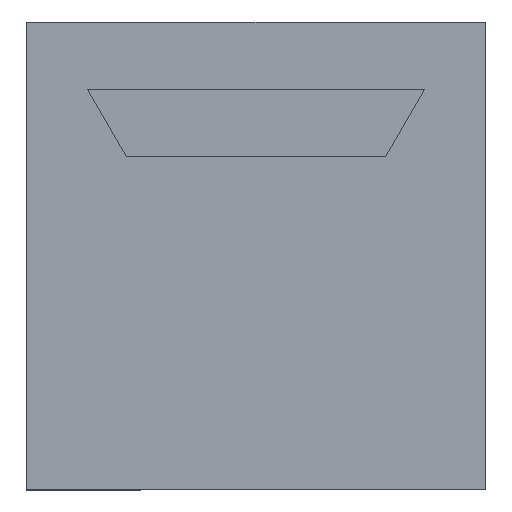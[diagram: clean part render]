
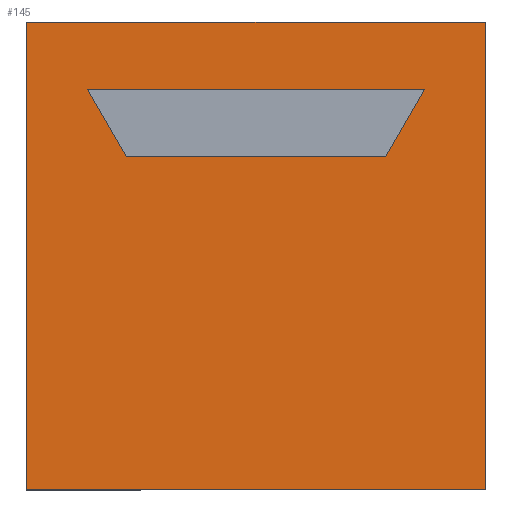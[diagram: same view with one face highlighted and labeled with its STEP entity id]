
A CAD part, top view. The second image highlights one B-rep face of the part: STEP entity #145.
In plain terms, the highlighted planar face has unit normal (0, 0, 1).
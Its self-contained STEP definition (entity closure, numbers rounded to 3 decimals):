
#1 = CARTESIAN_POINT ( 'NONE',  ( 1.7, 1., 0. ) ) ;
#10 = ORIENTED_EDGE ( 'NONE', *, *, #35, .T. ) ;
#13 = EDGE_CURVE ( 'NONE', #337, #370, #321, .T. ) ;
#34 = VECTOR ( 'NONE', #263, 1000. ) ;
#35 = EDGE_CURVE ( 'NONE', #234, #337, #379, .T. ) ;
#41 = VECTOR ( 'NONE', #376, 1000. ) ;
#42 = DIRECTION ( 'NONE',  ( 0., 0., 1. ) ) ;
#43 = EDGE_CURVE ( 'NONE', #290, #93, #317, .T. ) ;
#54 = CARTESIAN_POINT ( 'NONE',  ( -1.25, 0.5, 0. ) ) ;
#56 = VERTEX_POINT ( 'NONE', #1 ) ;
#58 = VECTOR ( 'NONE', #83, 1000. ) ;
#59 = ORIENTED_EDGE ( 'NONE', *, *, #97, .F. ) ;
#64 = LINE ( 'NONE', #137, #281 ) ;
#79 = EDGE_CURVE ( 'NONE', #93, #89, #315, .T. ) ;
#80 = DIRECTION ( 'NONE',  ( 0.5, -0.866, 0. ) ) ;
#82 = ORIENTED_EDGE ( 'NONE', *, *, #251, .F. ) ;
#83 = DIRECTION ( 'NONE',  ( 0.5, 0.866, 0. ) ) ;
#85 = CARTESIAN_POINT ( 'NONE',  ( 0.721, -0.416, 0. ) ) ;
#87 = CARTESIAN_POINT ( 'NONE',  ( -1.7, -2.47, 0. ) ) ;
#88 = CARTESIAN_POINT ( 'NONE',  ( 1.25, 0.5, 0. ) ) ;
#89 = VERTEX_POINT ( 'NONE', #88 ) ;
#93 = VERTEX_POINT ( 'NONE', #301 ) ;
#97 = EDGE_CURVE ( 'NONE', #328, #290, #269, .T. ) ;
#102 = DIRECTION ( 'NONE',  ( 1., 0., 0. ) ) ;
#103 = CARTESIAN_POINT ( 'NONE',  ( 1.7, -2.47, 0. ) ) ;
#105 = EDGE_CURVE ( 'NONE', #234, #56, #64, .T. ) ;
#106 = ORIENTED_EDGE ( 'NONE', *, *, #280, .T. ) ;
#130 = CARTESIAN_POINT ( 'NONE',  ( -0.721, -0.416, 0. ) ) ;
#137 = CARTESIAN_POINT ( 'NONE',  ( 0., 1., 0. ) ) ;
#140 = DIRECTION ( 'NONE',  ( 1., 0., 0. ) ) ;
#144 = AXIS2_PLACEMENT_3D ( 'NONE', #261, #42, #102 ) ;
#145 = ADVANCED_FACE ( 'NONE', ( #298, #259 ), #358, .T. ) ;
#177 = CARTESIAN_POINT ( 'NONE',  ( -1.7, 1., 0. ) ) ;
#178 = ORIENTED_EDGE ( 'NONE', *, *, #105, .F. ) ;
#191 = ORIENTED_EDGE ( 'NONE', *, *, #13, .T. ) ;
#212 = EDGE_LOOP ( 'NONE', ( #191, #82, #178, #10 ) ) ;
#234 = VERTEX_POINT ( 'NONE', #177 ) ;
#238 = LINE ( 'NONE', #282, #34 ) ;
#249 = VECTOR ( 'NONE', #320, 1000. ) ;
#251 = EDGE_CURVE ( 'NONE', #56, #370, #253, .T. ) ;
#253 = LINE ( 'NONE', #273, #249 ) ;
#259 = FACE_BOUND ( 'NONE', #347, .T. ) ;
#261 = CARTESIAN_POINT ( 'NONE',  ( 0., 0., 0. ) ) ;
#263 = DIRECTION ( 'NONE',  ( 1., 0., 0. ) ) ;
#269 = LINE ( 'NONE', #130, #318 ) ;
#273 = CARTESIAN_POINT ( 'NONE',  ( 1.7, 0., 0. ) ) ;
#280 = EDGE_CURVE ( 'NONE', #328, #89, #238, .T. ) ;
#281 = VECTOR ( 'NONE', #140, 1000. ) ;
#282 = CARTESIAN_POINT ( 'NONE',  ( 0., 0.5, 0. ) ) ;
#285 = CARTESIAN_POINT ( 'NONE',  ( -0.961, 0., 0. ) ) ;
#290 = VERTEX_POINT ( 'NONE', #285 ) ;
#291 = VECTOR ( 'NONE', #371, 1000. ) ;
#292 = VECTOR ( 'NONE', #364, 1000. ) ;
#298 = FACE_OUTER_BOUND ( 'NONE', #212, .T. ) ;
#301 = CARTESIAN_POINT ( 'NONE',  ( 0.961, 0., 0. ) ) ;
#311 = ORIENTED_EDGE ( 'NONE', *, *, #43, .F. ) ;
#315 = LINE ( 'NONE', #85, #58 ) ;
#317 = LINE ( 'NONE', #359, #41 ) ;
#318 = VECTOR ( 'NONE', #80, 1000. ) ;
#320 = DIRECTION ( 'NONE',  ( 0., -1., 0. ) ) ;
#321 = LINE ( 'NONE', #366, #292 ) ;
#328 = VERTEX_POINT ( 'NONE', #54 ) ;
#337 = VERTEX_POINT ( 'NONE', #87 ) ;
#340 = ORIENTED_EDGE ( 'NONE', *, *, #79, .F. ) ;
#346 = CARTESIAN_POINT ( 'NONE',  ( -1.7, 0., 0. ) ) ;
#347 = EDGE_LOOP ( 'NONE', ( #311, #59, #106, #340 ) ) ;
#358 = PLANE ( 'NONE',  #144 ) ;
#359 = CARTESIAN_POINT ( 'NONE',  ( 0., 0., 0. ) ) ;
#364 = DIRECTION ( 'NONE',  ( 1., 0., 0. ) ) ;
#366 = CARTESIAN_POINT ( 'NONE',  ( 0., -2.47, 0. ) ) ;
#370 = VERTEX_POINT ( 'NONE', #103 ) ;
#371 = DIRECTION ( 'NONE',  ( 0., -1., 0. ) ) ;
#376 = DIRECTION ( 'NONE',  ( 1., 0., 0. ) ) ;
#379 = LINE ( 'NONE', #346, #291 ) ;
